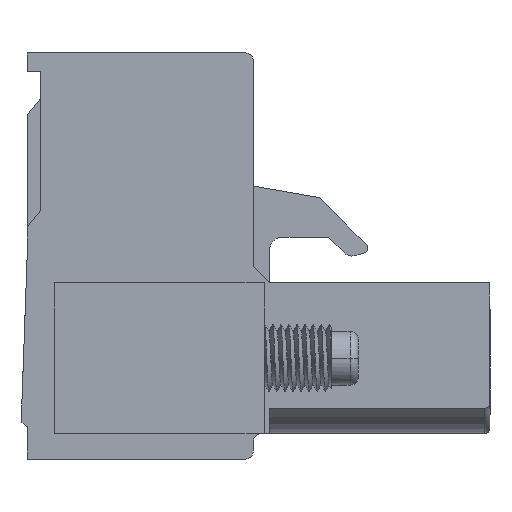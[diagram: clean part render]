
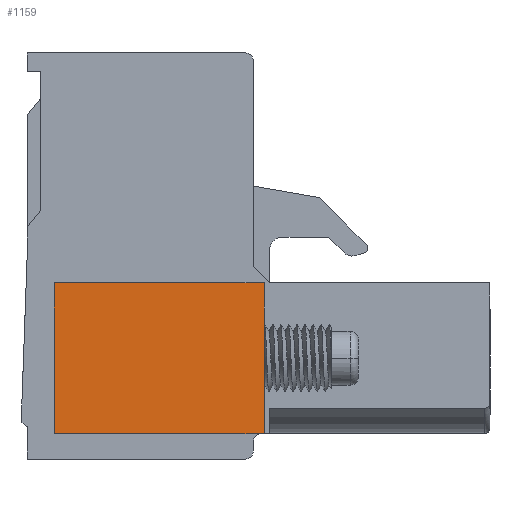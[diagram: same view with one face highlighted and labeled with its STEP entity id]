
A CAD part, left-side view. The second image highlights one B-rep face of the part: STEP entity #1159.
In plain terms, the highlighted planar face has unit normal (-1, 0, 0).
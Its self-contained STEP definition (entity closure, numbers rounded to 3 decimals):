
#47 = ORIENTED_EDGE ( 'NONE', *, *, #11824, .T. ) ;
#1159 = ADVANCED_FACE ( 'NONE', ( #21196 ), #23616, .T. ) ;
#1695 = VECTOR ( 'NONE', #24409, 1000. ) ;
#1821 = ORIENTED_EDGE ( 'NONE', *, *, #28018, .T. ) ;
#2886 = EDGE_LOOP ( 'NONE', ( #47, #19213, #3954, #1821 ) ) ;
#3954 = ORIENTED_EDGE ( 'NONE', *, *, #23018, .F. ) ;
#5277 = DIRECTION ( 'NONE',  ( 0., -1., 0. ) ) ;
#5816 = CARTESIAN_POINT ( 'NONE',  ( -5., 16.2, 6.55 ) ) ;
#8073 = DIRECTION ( 'NONE',  ( 0., -1., 0. ) ) ;
#10179 = CARTESIAN_POINT ( 'NONE',  ( -5., 16.2, 0.95 ) ) ;
#10425 = VECTOR ( 'NONE', #25233, 1000. ) ;
#11824 = EDGE_CURVE ( 'NONE', #20498, #30608, #29032, .T. ) ;
#14267 = VERTEX_POINT ( 'NONE', #5816 ) ;
#16302 = VECTOR ( 'NONE', #30295, 1000. ) ;
#16454 = CARTESIAN_POINT ( 'NONE',  ( -5., 8.4, 0.95 ) ) ;
#17205 = CARTESIAN_POINT ( 'NONE',  ( -5., 16.2, 0.95 ) ) ;
#19213 = ORIENTED_EDGE ( 'NONE', *, *, #27974, .F. ) ;
#19396 = CARTESIAN_POINT ( 'NONE',  ( -5., 16.2, 0.95 ) ) ;
#19464 = CARTESIAN_POINT ( 'NONE',  ( -5., 8.4, 6.55 ) ) ;
#19567 = LINE ( 'NONE', #19396, #10425 ) ;
#20498 = VERTEX_POINT ( 'NONE', #27880 ) ;
#21196 = FACE_OUTER_BOUND ( 'NONE', #2886, .T. ) ;
#21311 = LINE ( 'NONE', #29386, #30724 ) ;
#23018 = EDGE_CURVE ( 'NONE', #31457, #14267, #32831, .T. ) ;
#23616 = PLANE ( 'NONE',  #24583 ) ;
#24409 = DIRECTION ( 'NONE',  ( 0., 0., 1. ) ) ;
#24583 = AXIS2_PLACEMENT_3D ( 'NONE', #10179, #26344, #8073 ) ;
#25233 = DIRECTION ( 'NONE',  ( 0., -1., 0. ) ) ;
#26344 = DIRECTION ( 'NONE',  ( -1., 0., 0. ) ) ;
#27880 = CARTESIAN_POINT ( 'NONE',  ( -5., 8.4, 0.95 ) ) ;
#27974 = EDGE_CURVE ( 'NONE', #14267, #30608, #21311, .T. ) ;
#28018 = EDGE_CURVE ( 'NONE', #31457, #20498, #19567, .T. ) ;
#28454 = CARTESIAN_POINT ( 'NONE',  ( -5., 16.2, 0.95 ) ) ;
#29032 = LINE ( 'NONE', #16454, #1695 ) ;
#29386 = CARTESIAN_POINT ( 'NONE',  ( -5., 16.2, 6.55 ) ) ;
#30295 = DIRECTION ( 'NONE',  ( 0., 0., 1. ) ) ;
#30608 = VERTEX_POINT ( 'NONE', #19464 ) ;
#30724 = VECTOR ( 'NONE', #5277, 1000. ) ;
#31457 = VERTEX_POINT ( 'NONE', #28454 ) ;
#32831 = LINE ( 'NONE', #17205, #16302 ) ;
